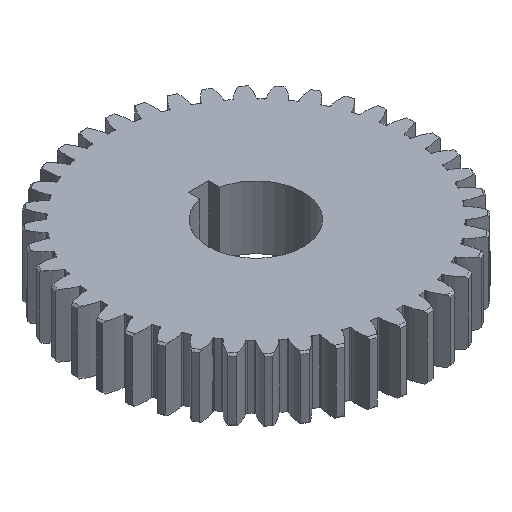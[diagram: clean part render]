
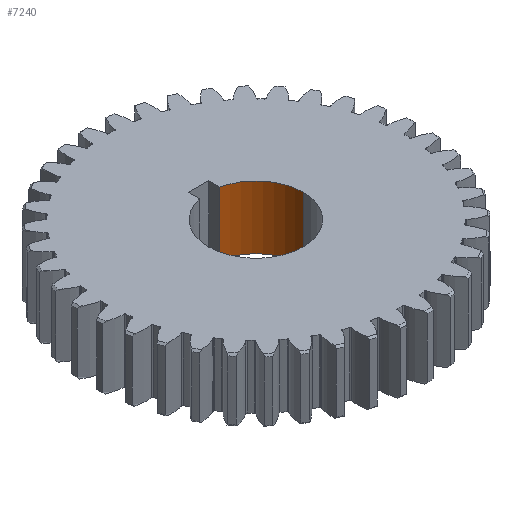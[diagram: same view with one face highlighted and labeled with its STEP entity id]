
A CAD part, isometric view. The second image highlights one B-rep face of the part: STEP entity #7240.
In plain terms, the highlighted cylindrical face has radius 2.381 mm (diameter 4.763 mm), a partial arc.
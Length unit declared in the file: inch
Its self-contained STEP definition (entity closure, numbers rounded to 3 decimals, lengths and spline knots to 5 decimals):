
#106 = CARTESIAN_POINT ( 'NONE',  ( 0.09375, 0., 0.0625 ) ) ;
#129 = CIRCLE ( 'NONE', #11461, 0.09375 ) ;
#150 = FACE_OUTER_BOUND ( 'NONE', #528, .T. ) ;
#528 = EDGE_LOOP ( 'NONE', ( #6222, #14314, #1470, #4908 ) ) ;
#1470 = ORIENTED_EDGE ( 'NONE', *, *, #7257, .T. ) ;
#1584 = EDGE_CURVE ( 'NONE', #8528, #6696, #129, .T. ) ;
#1715 = DIRECTION ( 'NONE',  ( 0., 0., 1. ) ) ;
#1873 = EDGE_CURVE ( 'NONE', #6696, #9964, #18694, .T. ) ;
#2501 = CARTESIAN_POINT ( 'NONE',  ( 0.09375, 0., -0.0625 ) ) ;
#3927 = CARTESIAN_POINT ( 'NONE',  ( 0.02, 0.09159, -0.0625 ) ) ;
#3977 = LINE ( 'NONE', #2501, #6044 ) ;
#4832 = CIRCLE ( 'NONE', #7353, 0.09375 ) ;
#4908 = ORIENTED_EDGE ( 'NONE', *, *, #1873, .F. ) ;
#5197 = DIRECTION ( 'NONE',  ( 0., 0., 1. ) ) ;
#5783 = AXIS2_PLACEMENT_3D ( 'NONE', #13557, #6533, #6076 ) ;
#6044 = VECTOR ( 'NONE', #13149, 39.37008 ) ;
#6076 = DIRECTION ( 'NONE',  ( 1., 0., 0. ) ) ;
#6136 = CARTESIAN_POINT ( 'NONE',  ( 0., 0., -0.0625 ) ) ;
#6222 = ORIENTED_EDGE ( 'NONE', *, *, #1584, .F. ) ;
#6533 = DIRECTION ( 'NONE',  ( 0., 0., 1. ) ) ;
#6632 = CARTESIAN_POINT ( 'NONE',  ( 0., 0., 0.0625 ) ) ;
#6696 = VERTEX_POINT ( 'NONE', #3927 ) ;
#6772 = CARTESIAN_POINT ( 'NONE',  ( 0.02, 0.09159, -0.0625 ) ) ;
#7240 = ADVANCED_FACE ( 'NONE', ( #150 ), #18184, .F. ) ;
#7257 = EDGE_CURVE ( 'NONE', #13979, #9964, #4832, .T. ) ;
#7353 = AXIS2_PLACEMENT_3D ( 'NONE', #6632, #1715, #13752 ) ;
#8528 = VERTEX_POINT ( 'NONE', #11544 ) ;
#9964 = VERTEX_POINT ( 'NONE', #14623 ) ;
#11461 = AXIS2_PLACEMENT_3D ( 'NONE', #6136, #15001, #14711 ) ;
#11544 = CARTESIAN_POINT ( 'NONE',  ( 0.09375, 0., -0.0625 ) ) ;
#13149 = DIRECTION ( 'NONE',  ( 0., 0., 1. ) ) ;
#13557 = CARTESIAN_POINT ( 'NONE',  ( 0., 0., -0.0625 ) ) ;
#13752 = DIRECTION ( 'NONE',  ( 1., 0., 0. ) ) ;
#13979 = VERTEX_POINT ( 'NONE', #106 ) ;
#14314 = ORIENTED_EDGE ( 'NONE', *, *, #14704, .T. ) ;
#14623 = CARTESIAN_POINT ( 'NONE',  ( 0.02, 0.09159, 0.0625 ) ) ;
#14704 = EDGE_CURVE ( 'NONE', #8528, #13979, #3977, .T. ) ;
#14711 = DIRECTION ( 'NONE',  ( 1., 0., 0. ) ) ;
#15001 = DIRECTION ( 'NONE',  ( 0., 0., 1. ) ) ;
#18184 = CYLINDRICAL_SURFACE ( 'NONE', #5783, 0.09375 ) ;
#18694 = LINE ( 'NONE', #6772, #18770 ) ;
#18770 = VECTOR ( 'NONE', #5197, 39.37008 ) ;
